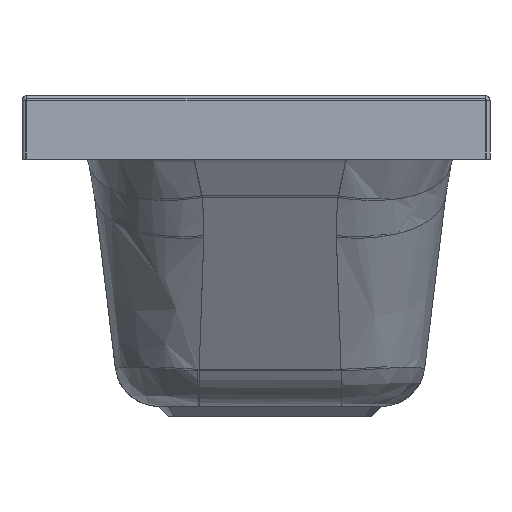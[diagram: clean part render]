
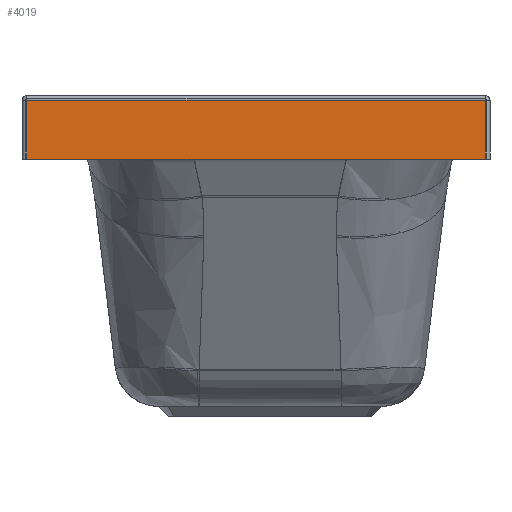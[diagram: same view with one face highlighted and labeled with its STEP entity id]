
A CAD part, front view. The second image highlights one B-rep face of the part: STEP entity #4019.
In plain terms, the highlighted face is planar.
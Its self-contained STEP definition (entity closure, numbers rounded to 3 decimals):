
#3980=CARTESIAN_POINT('',(-850.0,-350.0,0.0));
#3981=DIRECTION('',(1.0,0.0,0.0));
#3982=DIRECTION('',(0.0,0.0,-1.0));
#3983=AXIS2_PLACEMENT_3D('',#3980,#3981,#3982);
#3984=PLANE('',#3983);
#3985=CARTESIAN_POINT('',(-850.0,-343.,473.));
#3986=VERTEX_POINT('',#3985);
#3987=CARTESIAN_POINT('',(-850.0,343.,473.));
#3988=VERTEX_POINT('',#3987);
#3989=CARTESIAN_POINT('',(-850.0,-343.,473.));
#3990=DIRECTION('',(0.0,1.0,0.0));
#3991=VECTOR('',#3990,686.);
#3992=LINE('',#3989,#3991);
#3993=EDGE_CURVE('',#3986,#3988,#3992,.T.);
#3994=ORIENTED_EDGE('',*,*,#3993,.T.);
#3995=CARTESIAN_POINT('',(-850.0,343.,385.0));
#3996=VERTEX_POINT('',#3995);
#3997=CARTESIAN_POINT('',(-850.0,343.,385.0));
#3998=DIRECTION('',(0.0,0.0,1.0));
#3999=VECTOR('',#3998,88.);
#4000=LINE('',#3997,#3999);
#4001=EDGE_CURVE('',#3996,#3988,#4000,.T.);
#4002=ORIENTED_EDGE('',*,*,#4001,.F.);
#4003=CARTESIAN_POINT('',(-850.0,-343.,385.0));
#4004=VERTEX_POINT('',#4003);
#4005=CARTESIAN_POINT('',(-850.0,-343.,385.0));
#4006=DIRECTION('',(0.0,1.0,0.0));
#4007=VECTOR('',#4006,686.);
#4008=LINE('',#4005,#4007);
#4009=EDGE_CURVE('',#4004,#3996,#4008,.T.);
#4010=ORIENTED_EDGE('',*,*,#4009,.F.);
#4011=CARTESIAN_POINT('',(-850.0,-343.,385.0));
#4012=DIRECTION('',(0.0,0.0,1.0));
#4013=VECTOR('',#4012,88.);
#4014=LINE('',#4011,#4013);
#4015=EDGE_CURVE('',#4004,#3986,#4014,.T.);
#4016=ORIENTED_EDGE('',*,*,#4015,.T.);
#4017=EDGE_LOOP('',(#3994,#4002,#4010,#4016));
#4018=FACE_OUTER_BOUND('',#4017,.T.);
#4019=ADVANCED_FACE('',(#4018),#3984,.F.);
